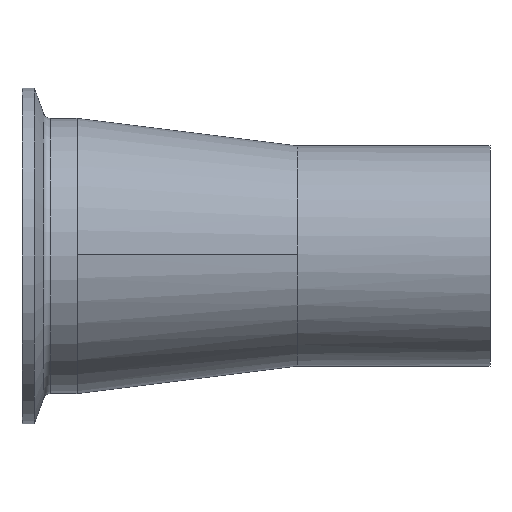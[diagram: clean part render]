
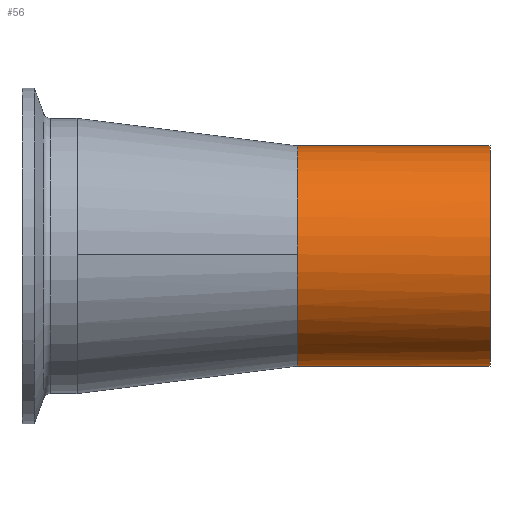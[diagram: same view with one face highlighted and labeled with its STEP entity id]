
A CAD part, left-side view. The second image highlights one B-rep face of the part: STEP entity #56.
In plain terms, the highlighted cylindrical face has radius 25.4 mm (diameter 50.8 mm), a partial arc.
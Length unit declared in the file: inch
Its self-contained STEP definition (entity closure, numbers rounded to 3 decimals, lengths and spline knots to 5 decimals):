
#13 = DIRECTION ( 'NONE',  ( 0., -1., 0. ) ) ;
#56 = ADVANCED_FACE ( 'NONE', ( #1053 ), #1493, .T. ) ;
#94 = EDGE_CURVE ( 'NONE', #522, #243, #284, .T. ) ;
#149 = DIRECTION ( 'NONE',  ( 0., 1., 0. ) ) ;
#182 = CARTESIAN_POINT ( 'NONE',  ( 0., -1.75197, -1. ) ) ;
#243 = VERTEX_POINT ( 'NONE', #1392 ) ;
#248 = DIRECTION ( 'NONE',  ( 0., 0., 1. ) ) ;
#264 = DIRECTION ( 'NONE',  ( 0., 0., -1. ) ) ;
#284 = CIRCLE ( 'NONE', #651, 1. ) ;
#307 = EDGE_LOOP ( 'NONE', ( #780, #1152, #1034, #1009, #468 ) ) ;
#354 = CARTESIAN_POINT ( 'NONE',  ( 0., -1.75197, 0. ) ) ;
#358 = DIRECTION ( 'NONE',  ( 0., 1., 0. ) ) ;
#373 = CARTESIAN_POINT ( 'NONE',  ( 0., -1.75197, -1. ) ) ;
#393 = DIRECTION ( 'NONE',  ( 0., 1., 0. ) ) ;
#468 = ORIENTED_EDGE ( 'NONE', *, *, #1179, .F. ) ;
#471 = AXIS2_PLACEMENT_3D ( 'NONE', #1145, #13, #264 ) ;
#506 = LINE ( 'NONE', #754, #845 ) ;
#517 = DIRECTION ( 'NONE',  ( 0., 0., 1. ) ) ;
#522 = VERTEX_POINT ( 'NONE', #759 ) ;
#535 = CARTESIAN_POINT ( 'NONE',  ( 0., 0., -1. ) ) ;
#602 = VECTOR ( 'NONE', #1193, 39.37008 ) ;
#651 = AXIS2_PLACEMENT_3D ( 'NONE', #894, #393, #248 ) ;
#754 = CARTESIAN_POINT ( 'NONE',  ( 0., -1.75197, 1. ) ) ;
#759 = CARTESIAN_POINT ( 'NONE',  ( -0.9999, 0., 0.01445 ) ) ;
#780 = ORIENTED_EDGE ( 'NONE', *, *, #928, .F. ) ;
#802 = VERTEX_POINT ( 'NONE', #373 ) ;
#845 = VECTOR ( 'NONE', #1254, 39.37008 ) ;
#853 = DIRECTION ( 'NONE',  ( 0., 0., 1. ) ) ;
#873 = VERTEX_POINT ( 'NONE', #535 ) ;
#894 = CARTESIAN_POINT ( 'NONE',  ( 0., 0., 0. ) ) ;
#928 = EDGE_CURVE ( 'NONE', #802, #873, #1036, .T. ) ;
#1009 = ORIENTED_EDGE ( 'NONE', *, *, #94, .F. ) ;
#1034 = ORIENTED_EDGE ( 'NONE', *, *, #1428, .T. ) ;
#1036 = LINE ( 'NONE', #182, #602 ) ;
#1053 = FACE_OUTER_BOUND ( 'NONE', #307, .T. ) ;
#1126 = CARTESIAN_POINT ( 'NONE',  ( 0., -1.75197, 1. ) ) ;
#1145 = CARTESIAN_POINT ( 'NONE',  ( 0., -1.75197, 0. ) ) ;
#1152 = ORIENTED_EDGE ( 'NONE', *, *, #1204, .F. ) ;
#1162 = AXIS2_PLACEMENT_3D ( 'NONE', #354, #358, #853 ) ;
#1179 = EDGE_CURVE ( 'NONE', #873, #522, #1574, .T. ) ;
#1193 = DIRECTION ( 'NONE',  ( 0., 1., 0. ) ) ;
#1204 = EDGE_CURVE ( 'NONE', #1393, #802, #1293, .T. ) ;
#1254 = DIRECTION ( 'NONE',  ( 0., 1., 0. ) ) ;
#1293 = CIRCLE ( 'NONE', #471, 1. ) ;
#1337 = AXIS2_PLACEMENT_3D ( 'NONE', #1518, #149, #517 ) ;
#1392 = CARTESIAN_POINT ( 'NONE',  ( 0., 0., 1. ) ) ;
#1393 = VERTEX_POINT ( 'NONE', #1126 ) ;
#1428 = EDGE_CURVE ( 'NONE', #1393, #243, #506, .T. ) ;
#1493 = CYLINDRICAL_SURFACE ( 'NONE', #1162, 1. ) ;
#1518 = CARTESIAN_POINT ( 'NONE',  ( 0., 0., 0. ) ) ;
#1574 = CIRCLE ( 'NONE', #1337, 1. ) ;
